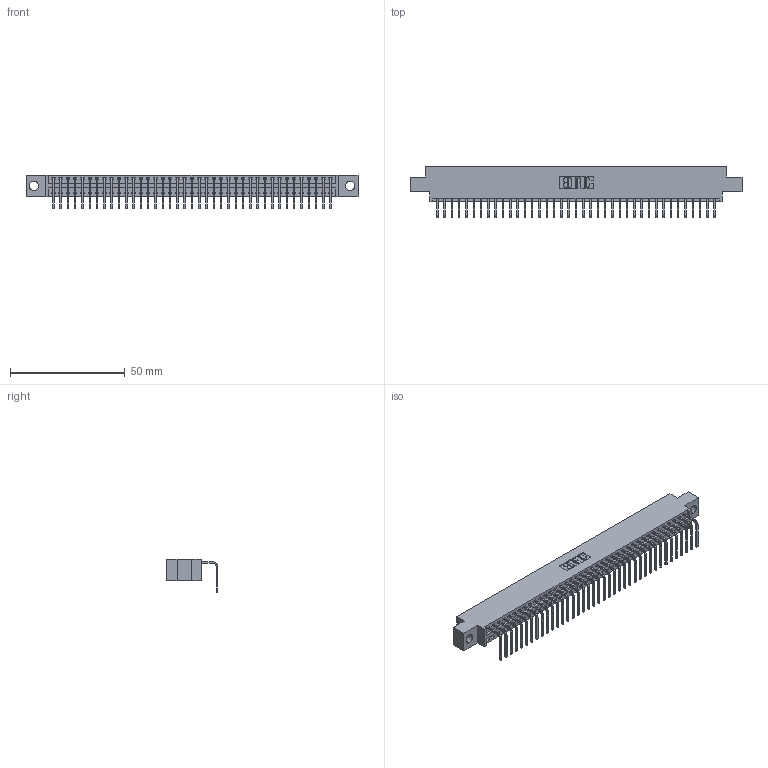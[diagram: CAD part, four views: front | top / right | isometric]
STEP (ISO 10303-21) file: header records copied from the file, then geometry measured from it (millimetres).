
FILE_DESCRIPTION (( 'STEP AP203' ), '1' );
FILE_NAME ('396-039-558-604.STEP', '2018-09-06T10:50:28', ( '' ), ( '' ), 'SwSTEP 2.0', 'SolidWorks 2016', '' );
FILE_SCHEMA (( 'CONFIG_CONTROL_DESIGN' ));
Length unit declared in the file: inch
Products named in the file (3): 396-039-558-604; 346 Part_0.170 Offset - 0.156 Dia-TH; 345-292-001_558 Tail - 2
Assembly tree (40 placements, depth 2):
  396-039-558-604
    346 Part_0.170 Offset - 0.156 Dia-TH
    345-292-001_558 Tail - 2  x39
Bounding box: 144.4 x 22.16 x 14.73 mm (x, y, z)
Volume: 13689 mm3; surface area: 17817.6 mm2
Topology: 40 solids, 40 shells, 2466 faces, 7439 edges, 4906 vertices
Faces by surface type: plane 1718, cylinder 748
Entity records: 24827 total; most frequent: CARTESIAN_POINT 4265, ORIENTED_EDGE 4238, DIRECTION 3765, EDGE_CURVE 2119, VECTOR 1831, LINE 1831, VERTEX_POINT 1410, AXIS2_PLACEMENT_3D 967
